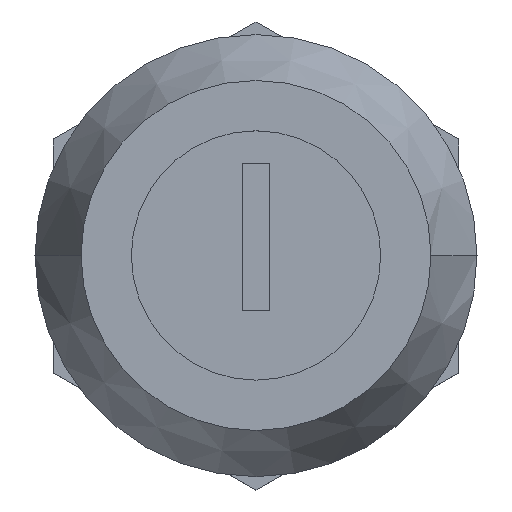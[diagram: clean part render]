
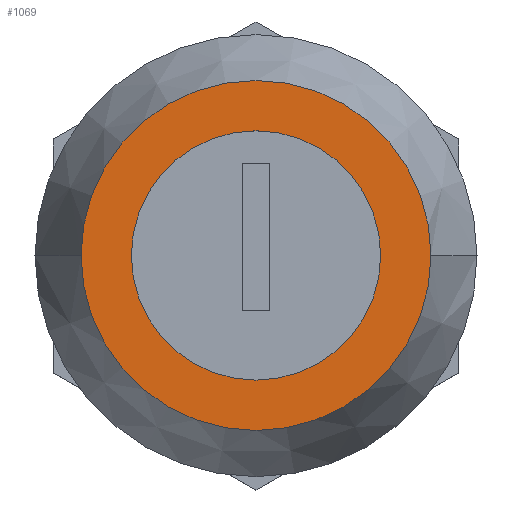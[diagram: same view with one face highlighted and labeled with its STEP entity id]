
A CAD part, top view. The second image highlights one B-rep face of the part: STEP entity #1069.
In plain terms, the highlighted planar face has unit normal (0, 0, 1).
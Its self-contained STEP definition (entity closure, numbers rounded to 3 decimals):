
#54 = VERTEX_POINT ( 'NONE', #3865 ) ;
#55 = EDGE_CURVE ( 'NONE', #377, #2777, #1550, .T. ) ;
#70 = EDGE_CURVE ( 'NONE', #2777, #377, #1064, .T. ) ;
#153 = DIRECTION ( 'NONE',  ( 0., 0., 1. ) ) ;
#330 = ORIENTED_EDGE ( 'NONE', *, *, #2995, .T. ) ;
#357 = CARTESIAN_POINT ( 'NONE',  ( 0., 0., 0. ) ) ;
#377 = VERTEX_POINT ( 'NONE', #2816 ) ;
#460 = FACE_BOUND ( 'NONE', #2029, .T. ) ;
#461 = DIRECTION ( 'NONE',  ( 0., 0., -1. ) ) ;
#487 = ORIENTED_EDGE ( 'NONE', *, *, #55, .F. ) ;
#677 = DIRECTION ( 'NONE',  ( 1., 0., 0. ) ) ;
#804 = CIRCLE ( 'NONE', #2541, 9.5 ) ;
#880 = AXIS2_PLACEMENT_3D ( 'NONE', #3839, #2937, #3555 ) ;
#1064 = CIRCLE ( 'NONE', #1371, 6.769 ) ;
#1069 = ADVANCED_FACE ( 'NONE', ( #460, #3608 ), #1072, .F. ) ;
#1072 = PLANE ( 'NONE',  #1436 ) ;
#1093 = VERTEX_POINT ( 'NONE', #3036 ) ;
#1126 = CARTESIAN_POINT ( 'NONE',  ( 0., 9.5, 0. ) ) ;
#1320 = CARTESIAN_POINT ( 'NONE',  ( 0., 0., 0. ) ) ;
#1371 = AXIS2_PLACEMENT_3D ( 'NONE', #1512, #1784, #2125 ) ;
#1436 = AXIS2_PLACEMENT_3D ( 'NONE', #1126, #461, #3219 ) ;
#1493 = CARTESIAN_POINT ( 'NONE',  ( -6.769, 0., 0. ) ) ;
#1512 = CARTESIAN_POINT ( 'NONE',  ( 0., 0., 0. ) ) ;
#1550 = CIRCLE ( 'NONE', #880, 6.769 ) ;
#1667 = DIRECTION ( 'NONE',  ( 1., 0., 0. ) ) ;
#1698 = ORIENTED_EDGE ( 'NONE', *, *, #2394, .T. ) ;
#1784 = DIRECTION ( 'NONE',  ( 0., 0., 1. ) ) ;
#2029 = EDGE_LOOP ( 'NONE', ( #487, #3525 ) ) ;
#2125 = DIRECTION ( 'NONE',  ( 1., 0., 0. ) ) ;
#2394 = EDGE_CURVE ( 'NONE', #1093, #54, #804, .T. ) ;
#2541 = AXIS2_PLACEMENT_3D ( 'NONE', #357, #153, #677 ) ;
#2777 = VERTEX_POINT ( 'NONE', #1493 ) ;
#2809 = EDGE_LOOP ( 'NONE', ( #330, #1698 ) ) ;
#2816 = CARTESIAN_POINT ( 'NONE',  ( 6.769, 0., 0. ) ) ;
#2848 = DIRECTION ( 'NONE',  ( 0., 0., 1. ) ) ;
#2937 = DIRECTION ( 'NONE',  ( 0., 0., 1. ) ) ;
#2995 = EDGE_CURVE ( 'NONE', #54, #1093, #3400, .T. ) ;
#3036 = CARTESIAN_POINT ( 'NONE',  ( 9.5, 0., 0. ) ) ;
#3193 = AXIS2_PLACEMENT_3D ( 'NONE', #1320, #2848, #1667 ) ;
#3219 = DIRECTION ( 'NONE',  ( -1., 0., 0. ) ) ;
#3400 = CIRCLE ( 'NONE', #3193, 9.5 ) ;
#3525 = ORIENTED_EDGE ( 'NONE', *, *, #70, .F. ) ;
#3555 = DIRECTION ( 'NONE',  ( 1., 0., 0. ) ) ;
#3608 = FACE_OUTER_BOUND ( 'NONE', #2809, .T. ) ;
#3839 = CARTESIAN_POINT ( 'NONE',  ( 0., 0., 0. ) ) ;
#3865 = CARTESIAN_POINT ( 'NONE',  ( -9.5, 0., 0. ) ) ;
